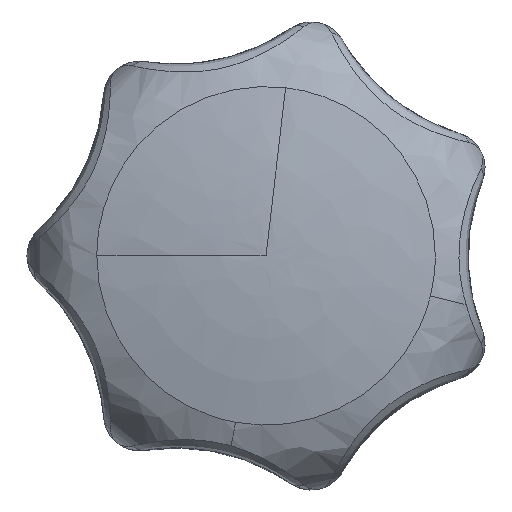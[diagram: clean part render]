
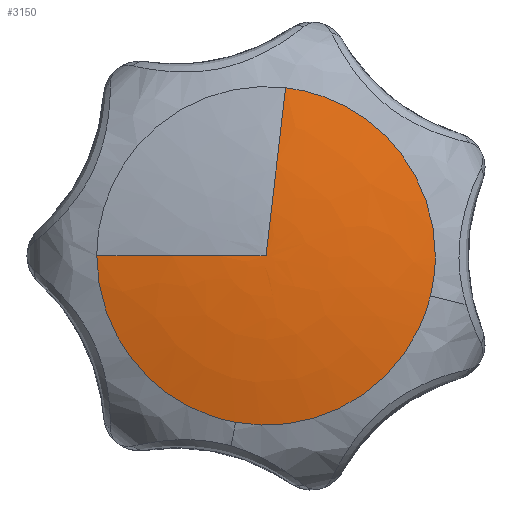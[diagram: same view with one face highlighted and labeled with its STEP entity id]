
A CAD part, top view. The second image highlights one B-rep face of the part: STEP entity #3150.
In plain terms, the highlighted free-form (B-spline) face has degree [2, 2] with [3, 7] control points.
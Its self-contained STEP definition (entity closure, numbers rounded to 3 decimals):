
#2163=CARTESIAN_POINT('',(-2.556,-13.924,23.484));
#2164=VERTEX_POINT('',#2163);
#2165=CARTESIAN_POINT('',(13.755,-3.348,23.484));
#2166=VERTEX_POINT('',#2165);
#2167=CARTESIAN_POINT('',(-2.556,-13.924,23.484));
#2168=CARTESIAN_POINT('',(-1.289,-14.157,23.484));
#2169=CARTESIAN_POINT('',(0.,-14.157,23.484));
#2170=CARTESIAN_POINT('',(11.124,-14.157,23.484));
#2171=CARTESIAN_POINT('',(13.755,-3.348,23.484));
#2179=(BOUNDED_CURVE()B_SPLINE_CURVE(2,(#2167,#2168,#2169,#2170,#2171),.UNSPECIFIED.,.F.,.U.)B_SPLINE_CURVE_WITH_KNOTS((3,2,3),(0.219,0.25,0.46),.UNSPECIFIED.)CURVE()GEOMETRIC_REPRESENTATION_ITEM()RATIONAL_B_SPLINE_CURVE((0.936,0.964,1.0,0.754,0.921))REPRESENTATION_ITEM(''));
#2180=EDGE_CURVE('',#2164,#2166,#2179,.T.);
#2458=CARTESIAN_POINT('',(-14.157,0.0,23.484));
#2459=VERTEX_POINT('',#2458);
#2460=CARTESIAN_POINT('',(-14.157,0.0,23.484));
#2461=CARTESIAN_POINT('',(-14.157,-11.795,23.484));
#2462=CARTESIAN_POINT('',(-2.556,-13.924,23.484));
#2470=(BOUNDED_CURVE()B_SPLINE_CURVE(2,(#2460,#2461,#2462),.UNSPECIFIED.,.F.,.U.)B_SPLINE_CURVE_WITH_KNOTS((3,3),(0.0,0.219),.UNSPECIFIED.)CURVE()GEOMETRIC_REPRESENTATION_ITEM()RATIONAL_B_SPLINE_CURVE((1.0,0.743,0.936))REPRESENTATION_ITEM(''));
#2471=EDGE_CURVE('',#2459,#2164,#2470,.T.);
#2473=CARTESIAN_POINT('',(1.635,14.062,23.484));
#2474=VERTEX_POINT('',#2473);
#2490=CARTESIAN_POINT('',(14.157,0.0,23.484));
#2491=VERTEX_POINT('',#2490);
#2492=CARTESIAN_POINT('',(14.157,0.0,23.484));
#2493=CARTESIAN_POINT('',(14.157,12.606,23.484));
#2494=CARTESIAN_POINT('',(1.635,14.062,23.484));
#2502=(BOUNDED_CURVE()B_SPLINE_CURVE(2,(#2492,#2493,#2494),.UNSPECIFIED.,.F.,.U.)B_SPLINE_CURVE_WITH_KNOTS((3,3),(0.5,0.73),.UNSPECIFIED.)CURVE()GEOMETRIC_REPRESENTATION_ITEM()RATIONAL_B_SPLINE_CURVE((1.0,0.731,0.957))REPRESENTATION_ITEM(''));
#2503=EDGE_CURVE('',#2491,#2474,#2502,.T.);
#2505=CARTESIAN_POINT('',(13.755,-3.348,23.484));
#2506=CARTESIAN_POINT('',(14.157,-1.698,23.484));
#2507=CARTESIAN_POINT('',(14.157,0.0,23.484));
#2515=(BOUNDED_CURVE()B_SPLINE_CURVE(2,(#2505,#2506,#2507),.UNSPECIFIED.,.F.,.U.)B_SPLINE_CURVE_WITH_KNOTS((3,3),(0.46,0.5),.UNSPECIFIED.)CURVE()GEOMETRIC_REPRESENTATION_ITEM()RATIONAL_B_SPLINE_CURVE((0.921,0.953,1.0))REPRESENTATION_ITEM(''));
#2516=EDGE_CURVE('',#2166,#2491,#2515,.T.);
#3087=CARTESIAN_POINT('',(1.717,14.767,23.319));
#3088=CARTESIAN_POINT('',(0.87,7.486,25.071));
#3089=CARTESIAN_POINT('',(0.,0.,25.));
#3090=CARTESIAN_POINT('',(14.867,13.239,23.319));
#3091=CARTESIAN_POINT('',(7.536,6.711,25.071));
#3092=CARTESIAN_POINT('',(0.,0.0,25.));
#3093=CARTESIAN_POINT('',(14.867,0.0,23.319));
#3094=CARTESIAN_POINT('',(7.536,0.0,25.071));
#3095=CARTESIAN_POINT('',(0.,0.0,25.));
#3096=CARTESIAN_POINT('',(14.867,-14.867,23.319));
#3097=CARTESIAN_POINT('',(7.536,-7.536,25.071));
#3098=CARTESIAN_POINT('',(0.0,0.,25.));
#3099=CARTESIAN_POINT('',(0.0,-14.867,23.319));
#3100=CARTESIAN_POINT('',(0.0,-7.536,25.071));
#3101=CARTESIAN_POINT('',(0.0,0.,25.));
#3102=CARTESIAN_POINT('',(-14.867,-14.867,23.319));
#3103=CARTESIAN_POINT('',(-7.536,-7.536,25.071));
#3104=CARTESIAN_POINT('',(0.,0.0,25.));
#3105=CARTESIAN_POINT('',(-14.867,0.0,23.319));
#3106=CARTESIAN_POINT('',(-7.536,0.0,25.071));
#3107=CARTESIAN_POINT('',(0.,0.0,25.));
#3115=(BOUNDED_SURFACE()B_SPLINE_SURFACE(2,2,((#3087,#3090,#3093,#3096,#3099,#3102,#3105),(#3088,#3091,#3094,#3097,#3100,#3103,#3106),(#3089,#3092,#3095,#3098,#3101,#3104,#3107)),.UNSPECIFIED.,.F.,.F.,.U.)B_SPLINE_SURFACE_WITH_KNOTS((3,3),(3,2,2,3),(0.921,1.0),(0.27,0.5,0.75,1.0),.UNSPECIFIED.)GEOMETRIC_REPRESENTATION_ITEM()RATIONAL_B_SPLINE_SURFACE(((0.91,0.695,0.951,0.673,0.951,0.673,0.951),(0.926,0.707,0.968,0.684,0.968,0.684,0.968),(0.957,0.731,1.0,0.707,1.0,0.707,1.0)))REPRESENTATION_ITEM('')SURFACE());
#3116=ORIENTED_EDGE('',*,*,#2503,.T.);
#3117=CARTESIAN_POINT('',(0.,0.,25.));
#3118=VERTEX_POINT('',#3117);
#3119=CARTESIAN_POINT('',(1.635,14.062,23.484));
#3120=CARTESIAN_POINT('',(0.827,7.119,25.067));
#3121=CARTESIAN_POINT('',(0.,0.,25.));
#3129=(BOUNDED_CURVE()B_SPLINE_CURVE(2,(#3119,#3120,#3121),.UNSPECIFIED.,.F.,.U.)B_SPLINE_CURVE_WITH_KNOTS((3,3),(0.925,1.0),.UNSPECIFIED.)CURVE()GEOMETRIC_REPRESENTATION_ITEM()RATIONAL_B_SPLINE_CURVE((0.912,0.928,0.957))REPRESENTATION_ITEM(''));
#3130=EDGE_CURVE('',#2474,#3118,#3129,.T.);
#3131=ORIENTED_EDGE('',*,*,#3130,.T.);
#3132=CARTESIAN_POINT('',(-14.157,0.0,23.484));
#3133=CARTESIAN_POINT('',(-7.167,0.0,25.067));
#3134=CARTESIAN_POINT('',(0.,0.0,25.));
#3142=(BOUNDED_CURVE()B_SPLINE_CURVE(2,(#3132,#3133,#3134),.UNSPECIFIED.,.F.,.U.)B_SPLINE_CURVE_WITH_KNOTS((3,3),(0.925,1.0),.UNSPECIFIED.)CURVE()GEOMETRIC_REPRESENTATION_ITEM()RATIONAL_B_SPLINE_CURVE((0.953,0.97,1.0))REPRESENTATION_ITEM(''));
#3143=EDGE_CURVE('',#2459,#3118,#3142,.T.);
#3144=ORIENTED_EDGE('',*,*,#3143,.F.);
#3145=ORIENTED_EDGE('',*,*,#2471,.T.);
#3146=ORIENTED_EDGE('',*,*,#2180,.T.);
#3147=ORIENTED_EDGE('',*,*,#2516,.T.);
#3148=EDGE_LOOP('',(#3116,#3131,#3144,#3145,#3146,#3147));
#3149=FACE_OUTER_BOUND('',#3148,.T.);
#3150=ADVANCED_FACE('',(#3149),#3115,.T.);
